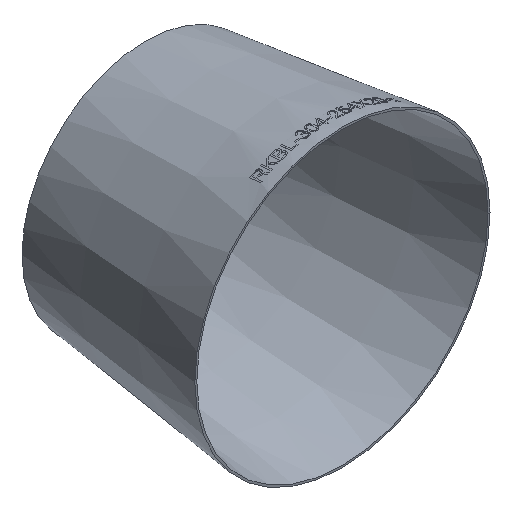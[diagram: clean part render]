
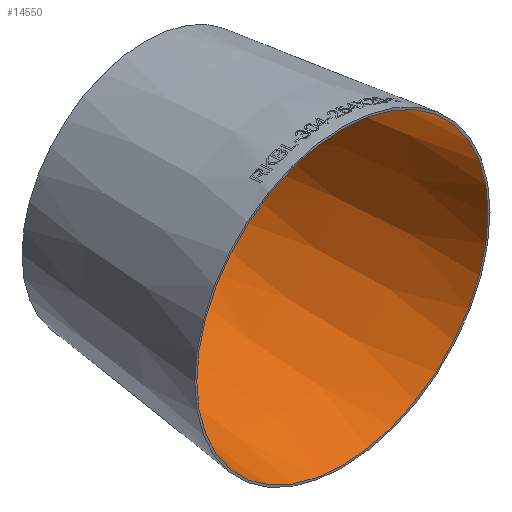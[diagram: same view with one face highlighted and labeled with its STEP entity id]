
A CAD part, isometric view. The second image highlights one B-rep face of the part: STEP entity #14550.
In plain terms, the highlighted conical face has half-angle 7.021 degrees and reference radius 149.985 mm.
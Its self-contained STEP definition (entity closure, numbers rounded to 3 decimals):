
#990 = CARTESIAN_POINT ( 'NONE',  ( 0., 203., 0. ) ) ;
#1381 = DIRECTION ( 'NONE',  ( 0., -1., 0. ) ) ;
#1397 = CARTESIAN_POINT ( 'NONE',  ( 0., 0., 0. ) ) ;
#1572 = DIRECTION ( 'NONE',  ( 0., 0., -1. ) ) ;
#2229 = EDGE_CURVE ( 'NONE', #30919, #30919, #26942, .T. ) ;
#3687 = AXIS2_PLACEMENT_3D ( 'NONE', #990, #6645, #14280 ) ;
#6307 = EDGE_CURVE ( 'NONE', #23452, #23452, #8586, .T. ) ;
#6645 = DIRECTION ( 'NONE',  ( 0., -1., 0. ) ) ;
#8586 = CIRCLE ( 'NONE', #23295, 149.985 ) ;
#8863 = EDGE_LOOP ( 'NONE', ( #26805 ) ) ;
#9541 = FACE_OUTER_BOUND ( 'NONE', #23975, .T. ) ;
#11863 = FACE_BOUND ( 'NONE', #8863, .T. ) ;
#14280 = DIRECTION ( 'NONE',  ( 0., 0., -1. ) ) ;
#14550 = ADVANCED_FACE ( 'NONE', ( #11863, #9541 ), #16229, .F. ) ;
#16229 = CONICAL_SURFACE ( 'NONE', #27540, 149.985, 0.123 ) ;
#17511 = DIRECTION ( 'NONE',  ( 0., -1., 0. ) ) ;
#23295 = AXIS2_PLACEMENT_3D ( 'NONE', #34167, #1381, #1572 ) ;
#23452 = VERTEX_POINT ( 'NONE', #25581 ) ;
#23975 = EDGE_LOOP ( 'NONE', ( #24341 ) ) ;
#24341 = ORIENTED_EDGE ( 'NONE', *, *, #6307, .T. ) ;
#25302 = DIRECTION ( 'NONE',  ( 0., 0., -1. ) ) ;
#25581 = CARTESIAN_POINT ( 'NONE',  ( 0., 0., -149.985 ) ) ;
#26805 = ORIENTED_EDGE ( 'NONE', *, *, #2229, .F. ) ;
#26942 = CIRCLE ( 'NONE', #3687, 124.985 ) ;
#27540 = AXIS2_PLACEMENT_3D ( 'NONE', #1397, #17511, #25302 ) ;
#28425 = CARTESIAN_POINT ( 'NONE',  ( 0., 203., -124.985 ) ) ;
#30919 = VERTEX_POINT ( 'NONE', #28425 ) ;
#34167 = CARTESIAN_POINT ( 'NONE',  ( 0., 0., 0. ) ) ;
